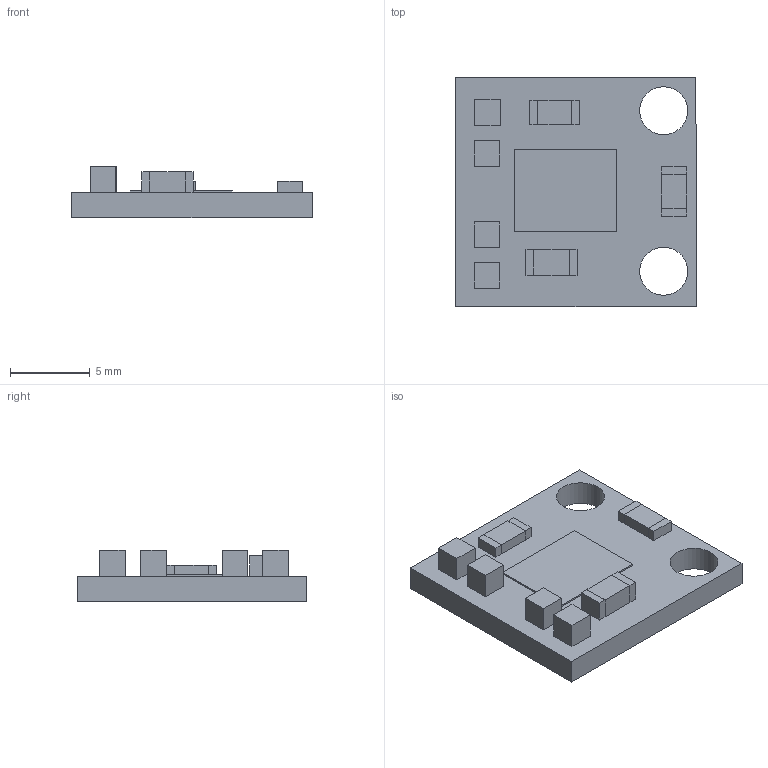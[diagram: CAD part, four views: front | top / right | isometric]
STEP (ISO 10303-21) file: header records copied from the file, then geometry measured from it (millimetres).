
FILE_DESCRIPTION(/* description */ (''),/* implementation_level */ '2;1');
FILE_NAME(/* name */ '88a8a765-ec3a-4da6-9379-ca17aa29afaa.stp',/* time_stamp */ '2020-03-04T18:29:39+00:00',/* author */ (''),/* organization */ (''),/* preprocessor_version */ 'ST-DEVELOPER v18',/* originating_system */ 'Autodesk Translation Framework v8.12.0.6',/* authorisation */ '');
FILE_SCHEMA (('AUTOMOTIVE_DESIGN { 1 0 10303 214 3 1 1 }'));
Length unit declared in the file: millimetre
Products named in the file (7): 88a8a765-ec3a-4da6-9379-ca17aa29afaa; PCB Component; Board; 100n; 1,6/0,8; AS5600; 4.7k
Assembly tree (10 placements, depth 3):
  88a8a765-ec3a-4da6-9379-ca17aa29afaa
    PCB Component
      Board
      100n
      1,6/0,8  x4
      AS5600
      4.7k  x2
Bounding box: 15.04 x 14.34 x 3.2 mm (x, y, z)
Volume: 345.9 mm3; surface area: 721.3 mm2
Topology: 9 solids, 9 shells, 84 faces, 198 edges, 132 vertices
Faces by surface type: plane 78, cylinder 6
Full cylindrical faces by diameter (mm): 0.813 x4, 3 x2
Entity records: 1847 total; most frequent: CARTESIAN_POINT 279, DIRECTION 276, ORIENTED_EDGE 252, EDGE_CURVE 126, LINE 114, VECTOR 114, VERTEX_POINT 84, AXIS2_PLACEMENT_3D 81
